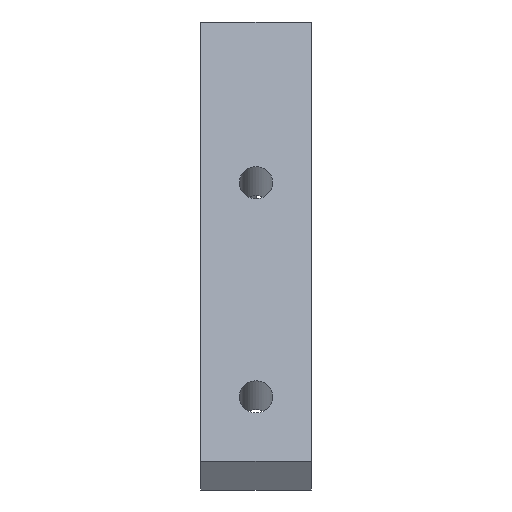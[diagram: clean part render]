
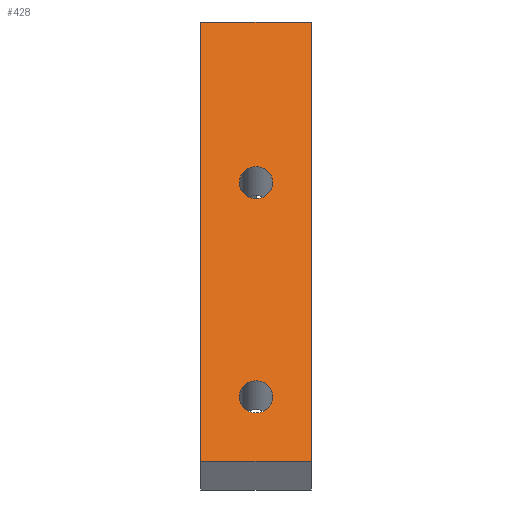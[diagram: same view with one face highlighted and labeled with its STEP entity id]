
A CAD part, top view. The second image highlights one B-rep face of the part: STEP entity #428.
In plain terms, the highlighted planar face has unit normal (0, 0.259, 0.966).
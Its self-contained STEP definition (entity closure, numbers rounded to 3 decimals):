
#17=FACE_BOUND('',#77,.T.);
#18=FACE_BOUND('',#78,.T.);
#31=CIRCLE('',#474,1.5);
#32=CIRCLE('',#475,1.5);
#51=FACE_OUTER_BOUND('',#76,.T.);
#76=EDGE_LOOP('',(#327,#328,#329,#330));
#77=EDGE_LOOP('',(#331));
#78=EDGE_LOOP('',(#332));
#106=LINE('',#653,#152);
#114=LINE('',#670,#160);
#115=LINE('',#673,#161);
#116=LINE('',#674,#162);
#152=VECTOR('',#535,10.);
#160=VECTOR('',#547,10.);
#161=VECTOR('',#550,10.);
#162=VECTOR('',#551,10.);
#199=VERTEX_POINT('',#650);
#200=VERTEX_POINT('',#652);
#207=VERTEX_POINT('',#668);
#208=VERTEX_POINT('',#672);
#209=VERTEX_POINT('',#675);
#210=VERTEX_POINT('',#677);
#244=EDGE_CURVE('',#200,#199,#106,.T.);
#253=EDGE_CURVE('',#199,#207,#114,.T.);
#254=EDGE_CURVE('',#208,#207,#115,.T.);
#255=EDGE_CURVE('',#200,#208,#116,.T.);
#256=EDGE_CURVE('',#209,#209,#31,.T.);
#257=EDGE_CURVE('',#210,#210,#32,.T.);
#327=ORIENTED_EDGE('',*,*,#253,.T.);
#328=ORIENTED_EDGE('',*,*,#254,.F.);
#329=ORIENTED_EDGE('',*,*,#255,.F.);
#330=ORIENTED_EDGE('',*,*,#244,.T.);
#331=ORIENTED_EDGE('',*,*,#256,.T.);
#332=ORIENTED_EDGE('',*,*,#257,.T.);
#408=PLANE('',#473);
#428=ADVANCED_FACE('',(#51,#17,#18),#408,.T.);
#473=AXIS2_PLACEMENT_3D('',#671,#548,#549);
#474=AXIS2_PLACEMENT_3D('',#676,#552,#553);
#475=AXIS2_PLACEMENT_3D('',#678,#554,#555);
#535=DIRECTION('',(0.,-0.966,0.259));
#547=DIRECTION('',(1.,0.,0.));
#548=DIRECTION('center_axis',(0.,0.259,0.966));
#549=DIRECTION('ref_axis',(1.,0.,0.));
#550=DIRECTION('',(0.,-0.966,0.259));
#551=DIRECTION('',(1.,0.,0.));
#552=DIRECTION('center_axis',(0.,-0.259,
-0.966));
#553=DIRECTION('ref_axis',(1.,0.,0.));
#554=DIRECTION('center_axis',(0.,-0.259,
-0.966));
#555=DIRECTION('ref_axis',(1.,0.,0.));
#650=CARTESIAN_POINT('',(-122.387,184.571,148.142));
#652=CARTESIAN_POINT('',(-122.387,224.174,137.53));
#653=CARTESIAN_POINT('',(-122.387,214.467,140.131));
#668=CARTESIAN_POINT('',(-112.387,184.571,148.142));
#670=CARTESIAN_POINT('',(-119.887,184.571,148.142));
#671=CARTESIAN_POINT('Origin',(-119.387,203.174,143.157));
#672=CARTESIAN_POINT('',(-112.387,224.174,137.53));
#673=CARTESIAN_POINT('',(-112.387,182.174,148.784));
#674=CARTESIAN_POINT('',(-120.387,224.174,137.53));
#675=CARTESIAN_POINT('',(-118.887,190.367,146.589));
#676=CARTESIAN_POINT('Origin',(-117.387,190.367,146.589));
#677=CARTESIAN_POINT('',(-118.887,209.685,141.413));
#678=CARTESIAN_POINT('Origin',(-117.387,209.685,141.413));
